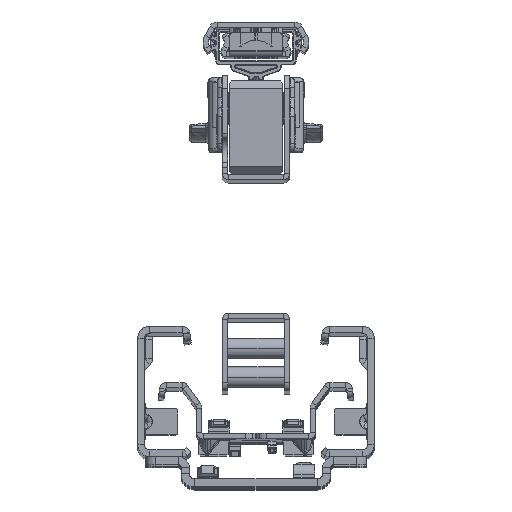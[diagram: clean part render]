
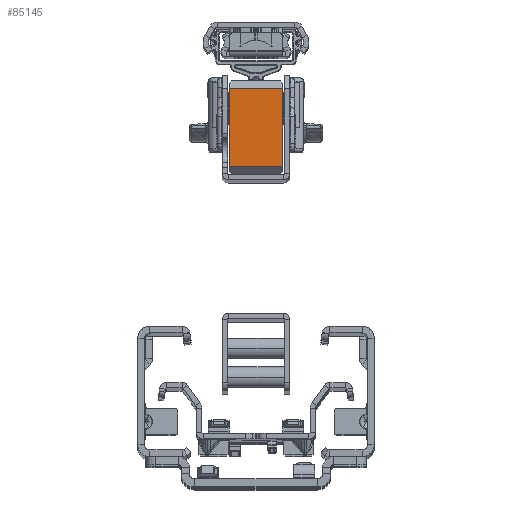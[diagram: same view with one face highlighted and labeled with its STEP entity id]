
A CAD part, top view. The second image highlights one B-rep face of the part: STEP entity #85145.
In plain terms, the highlighted face is planar.
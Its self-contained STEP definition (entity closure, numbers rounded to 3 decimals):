
#1669 = DIRECTION ( 'NONE',  ( 0., 0., 1. ) ) ;
#4465 = LINE ( 'NONE', #6319, #68216 ) ;
#6319 = CARTESIAN_POINT ( 'NONE',  ( -8., -17.5, -10. ) ) ;
#9201 = LINE ( 'NONE', #113022, #58455 ) ;
#9864 = DIRECTION ( 'NONE',  ( 0., 0., -1. ) ) ;
#16522 = ORIENTED_EDGE ( 'NONE', *, *, #64646, .T. ) ;
#19061 = CARTESIAN_POINT ( 'NONE',  ( -8., -14.5, 10. ) ) ;
#24124 = DIRECTION ( 'NONE',  ( 0., 0., 1. ) ) ;
#26759 = VERTEX_POINT ( 'NONE', #56889 ) ;
#28039 = AXIS2_PLACEMENT_3D ( 'NONE', #96735, #88592, #1669 ) ;
#30239 = ORIENTED_EDGE ( 'NONE', *, *, #109914, .T. ) ;
#36677 = DIRECTION ( 'NONE',  ( 0., 1., 0. ) ) ;
#41207 = VERTEX_POINT ( 'NONE', #123127 ) ;
#44702 = LINE ( 'NONE', #92907, #108811 ) ;
#46120 = LINE ( 'NONE', #64939, #71376 ) ;
#46815 = EDGE_LOOP ( 'NONE', ( #75691, #16522, #30239, #111667 ) ) ;
#56889 = CARTESIAN_POINT ( 'NONE',  ( -8., 14.5, -10. ) ) ;
#58455 = VECTOR ( 'NONE', #36677, 1000. ) ;
#64646 = EDGE_CURVE ( 'NONE', #111711, #90381, #44702, .T. ) ;
#64939 = CARTESIAN_POINT ( 'NONE',  ( -8., 14.5, -9. ) ) ;
#67981 = FACE_OUTER_BOUND ( 'NONE', #46815, .T. ) ;
#68216 = VECTOR ( 'NONE', #90170, 1000. ) ;
#71376 = VECTOR ( 'NONE', #9864, 1000. ) ;
#72186 = CARTESIAN_POINT ( 'NONE',  ( -8., -14.5, -10. ) ) ;
#75691 = ORIENTED_EDGE ( 'NONE', *, *, #99430, .F. ) ;
#85145 = ADVANCED_FACE ( 'NONE', ( #67981 ), #106094, .T. ) ;
#88592 = DIRECTION ( 'NONE',  ( -1., 0., 0. ) ) ;
#90170 = DIRECTION ( 'NONE',  ( 0., 1., 0. ) ) ;
#90381 = VERTEX_POINT ( 'NONE', #19061 ) ;
#92907 = CARTESIAN_POINT ( 'NONE',  ( -8., -14.5, 9. ) ) ;
#96735 = CARTESIAN_POINT ( 'NONE',  ( -8., -17.5, 10. ) ) ;
#99430 = EDGE_CURVE ( 'NONE', #111711, #26759, #4465, .T. ) ;
#105239 = EDGE_CURVE ( 'NONE', #41207, #26759, #46120, .T. ) ;
#106094 = PLANE ( 'NONE',  #28039 ) ;
#108811 = VECTOR ( 'NONE', #24124, 1000. ) ;
#109914 = EDGE_CURVE ( 'NONE', #90381, #41207, #9201, .T. ) ;
#111667 = ORIENTED_EDGE ( 'NONE', *, *, #105239, .T. ) ;
#111711 = VERTEX_POINT ( 'NONE', #72186 ) ;
#113022 = CARTESIAN_POINT ( 'NONE',  ( -8., -17.5, 10. ) ) ;
#123127 = CARTESIAN_POINT ( 'NONE',  ( -8., 14.5, 10. ) ) ;
